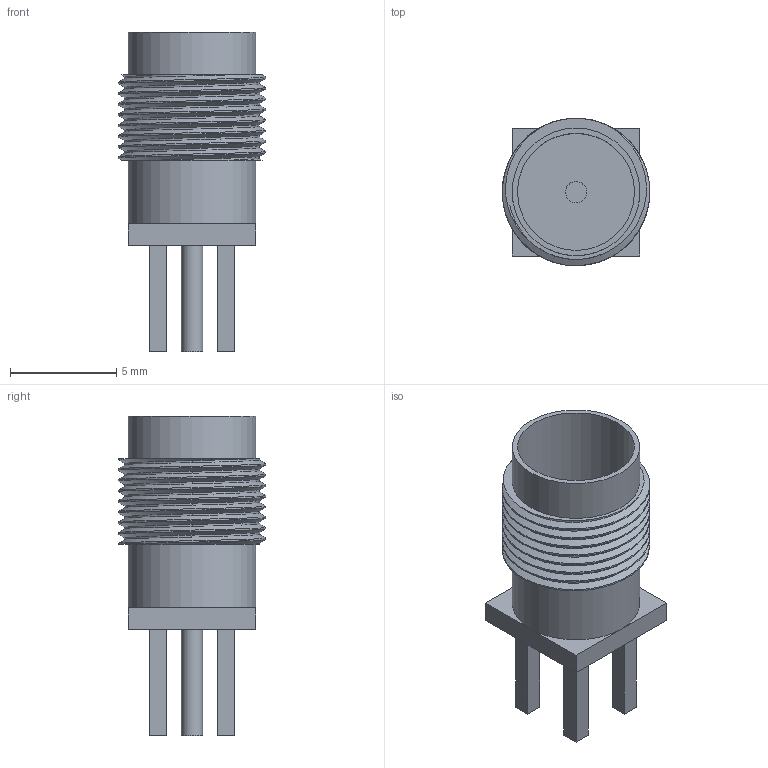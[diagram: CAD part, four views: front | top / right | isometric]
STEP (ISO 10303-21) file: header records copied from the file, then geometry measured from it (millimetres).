
FILE_DESCRIPTION(/* description */ (''),/* implementation_level */ '2;1');
FILE_NAME(/* name */ 'SMA V2 .step',/* time_stamp */ '2021-05-28T17:33:29+03:00',/* author */ (''),/* organization */ (''),/* preprocessor_version */ 'ST-DEVELOPER v18.1',/* originating_system */ 'Autodesk Translation Framework v10.9.0.1377',/* authorisation */ '');
FILE_SCHEMA (('AUTOMOTIVE_DESIGN { 1 0 10303 214 3 1 1 }'));
Length unit declared in the file: millimetre
Products named in the file (1): SMA  V2
Bounding box: 6.93 x 6.93 x 15 mm (x, y, z)
Volume: 210.8 mm3; surface area: 855.3 mm2
Topology: 3 solids, 3 shells, 63 faces, 147 edges, 96 vertices
Faces by surface type: plane 36, cylinder 24, bspline 2, cone 1
Full cylindrical faces by diameter (mm): 1 x2, 5.5 x2, 6 x2, 6.351 x2, 6.927 x4
Entity records: 3084 total; most frequent: CARTESIAN_POINT 1651, ORIENTED_EDGE 294, DIRECTION 251, EDGE_CURVE 147, VERTEX_POINT 96, LINE 87, VECTOR 87, AXIS2_PLACEMENT_3D 82
